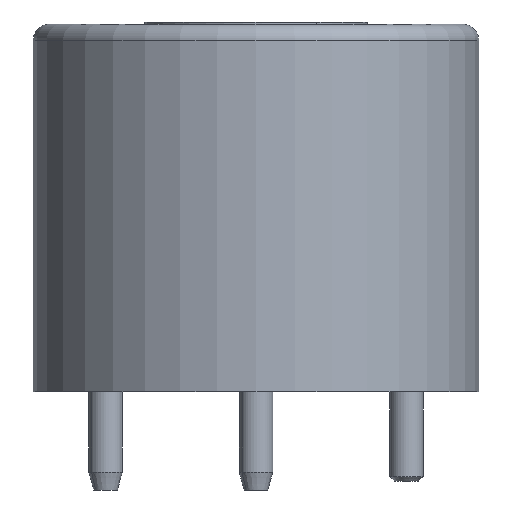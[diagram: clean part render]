
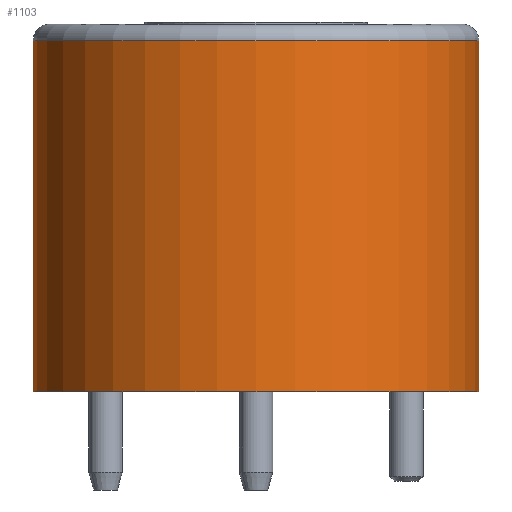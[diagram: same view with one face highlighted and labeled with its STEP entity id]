
A CAD part, front view. The second image highlights one B-rep face of the part: STEP entity #1103.
In plain terms, the highlighted cylindrical face has radius 10 mm (diameter 20 mm), a partial arc.
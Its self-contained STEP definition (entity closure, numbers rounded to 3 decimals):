
#55 = CARTESIAN_POINT ( 'NONE',  ( 10., 0., 0. ) ) ;
#74 = LINE ( 'NONE', #557, #2088 ) ;
#275 = EDGE_CURVE ( 'NONE', #3740, #474, #1116, .T. ) ;
#364 = CYLINDRICAL_SURFACE ( 'NONE', #610, 10. ) ;
#474 = VERTEX_POINT ( 'NONE', #3055 ) ;
#557 = CARTESIAN_POINT ( 'NONE',  ( 10., 0., 16.5 ) ) ;
#610 = AXIS2_PLACEMENT_3D ( 'NONE', #1455, #2402, #3534 ) ;
#889 = AXIS2_PLACEMENT_3D ( 'NONE', #2471, #2782, #2125 ) ;
#1006 = ORIENTED_EDGE ( 'NONE', *, *, #1644, .T. ) ;
#1103 = ADVANCED_FACE ( 'NONE', ( #2089 ), #364, .T. ) ;
#1116 = LINE ( 'NONE', #3194, #2313 ) ;
#1150 = DIRECTION ( 'NONE',  ( 0., 0., -1. ) ) ;
#1152 = VERTEX_POINT ( 'NONE', #2949 ) ;
#1158 = DIRECTION ( 'NONE',  ( 0., 0., -1. ) ) ;
#1288 = AXIS2_PLACEMENT_3D ( 'NONE', #3186, #2132, #2335 ) ;
#1383 = ORIENTED_EDGE ( 'NONE', *, *, #2376, .T. ) ;
#1412 = CIRCLE ( 'NONE', #1288, 10. ) ;
#1455 = CARTESIAN_POINT ( 'NONE',  ( 0., 0., 16.5 ) ) ;
#1644 = EDGE_CURVE ( 'NONE', #474, #2470, #3739, .T. ) ;
#1717 = ORIENTED_EDGE ( 'NONE', *, *, #275, .T. ) ;
#2031 = CARTESIAN_POINT ( 'NONE',  ( -10., 0., 15.757 ) ) ;
#2088 = VECTOR ( 'NONE', #1150, 1000. ) ;
#2089 = FACE_OUTER_BOUND ( 'NONE', #2639, .T. ) ;
#2125 = DIRECTION ( 'NONE',  ( 1., 0., 0. ) ) ;
#2132 = DIRECTION ( 'NONE',  ( 0., 0., -1. ) ) ;
#2216 = ORIENTED_EDGE ( 'NONE', *, *, #2461, .F. ) ;
#2313 = VECTOR ( 'NONE', #1158, 1000. ) ;
#2335 = DIRECTION ( 'NONE',  ( 1., 0., 0. ) ) ;
#2376 = EDGE_CURVE ( 'NONE', #1152, #3740, #1412, .T. ) ;
#2402 = DIRECTION ( 'NONE',  ( 0., 0., -1. ) ) ;
#2461 = EDGE_CURVE ( 'NONE', #1152, #2470, #74, .T. ) ;
#2470 = VERTEX_POINT ( 'NONE', #55 ) ;
#2471 = CARTESIAN_POINT ( 'NONE',  ( 0., 0., 0. ) ) ;
#2639 = EDGE_LOOP ( 'NONE', ( #2216, #1383, #1717, #1006 ) ) ;
#2782 = DIRECTION ( 'NONE',  ( 0., 0., 1. ) ) ;
#2949 = CARTESIAN_POINT ( 'NONE',  ( 10., 0., 15.757 ) ) ;
#3055 = CARTESIAN_POINT ( 'NONE',  ( -10., 0., 0. ) ) ;
#3186 = CARTESIAN_POINT ( 'NONE',  ( 0., 0., 15.757 ) ) ;
#3194 = CARTESIAN_POINT ( 'NONE',  ( -10., 0., 16.5 ) ) ;
#3534 = DIRECTION ( 'NONE',  ( -1., 0., 0. ) ) ;
#3739 = CIRCLE ( 'NONE', #889, 10. ) ;
#3740 = VERTEX_POINT ( 'NONE', #2031 ) ;
